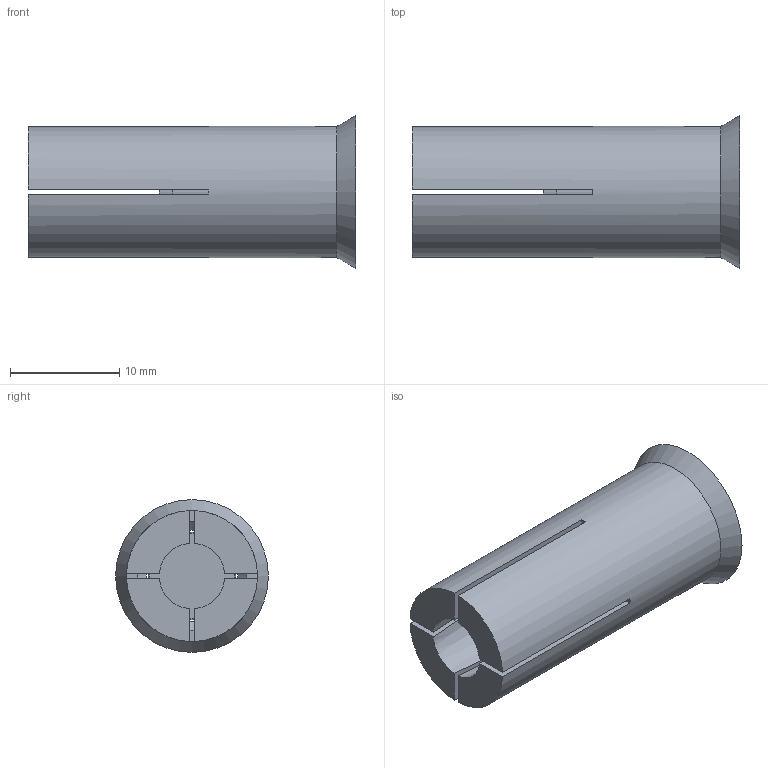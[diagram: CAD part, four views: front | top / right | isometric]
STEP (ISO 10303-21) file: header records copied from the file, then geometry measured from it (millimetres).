
FILE_DESCRIPTION (( 'STEP AP214' ), '1' );
FILE_NAME ('3492032.stp', '2024-01-15T10:46:26', ( '' ), ( '' ), 'SwSTEP 2.0', 'SolidWorks 2022', '' );
FILE_SCHEMA (( 'AUTOMOTIVE_DESIGN' ));
Length unit declared in the file: millimetre
Products named in the file (1): 3492032
Bounding box: 30 x 14 x 14 mm (x, y, z)
Volume: 2243.7 mm3; surface area: 2837.7 mm2
Topology: 2 solids, 2 shells, 41 faces, 111 edges, 73 vertices
Faces by surface type: plane 19, cone 18, cylinder 4
Full cylindrical faces by diameter (mm): 8 x1, 10 x2, 12 x1
Entity records: 1227 total; most frequent: CARTESIAN_POINT 264, DIRECTION 194, ORIENTED_EDGE 174, EDGE_CURVE 87, AXIS2_PLACEMENT_3D 81, VERTEX_POINT 63, EDGE_LOOP 56, FACE_OUTER_BOUND 45
